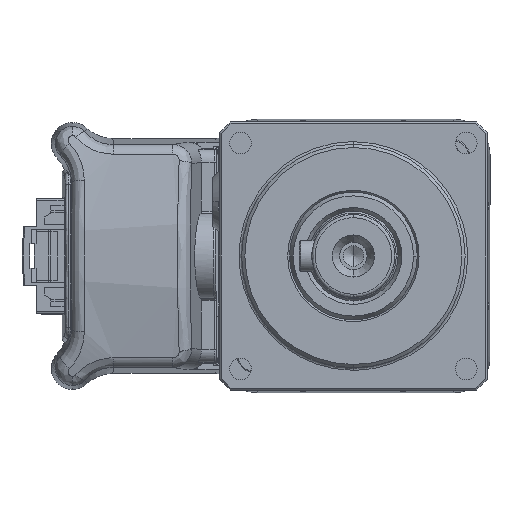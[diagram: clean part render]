
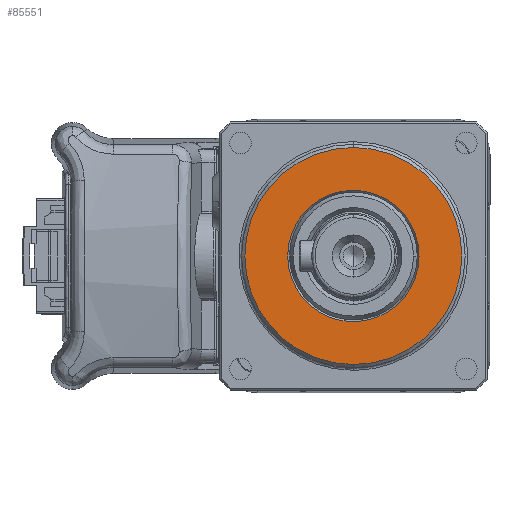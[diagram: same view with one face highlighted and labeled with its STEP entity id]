
A CAD part, left-side view. The second image highlights one B-rep face of the part: STEP entity #85551.
In plain terms, the highlighted face is planar.
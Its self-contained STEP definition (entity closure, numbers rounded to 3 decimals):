
#835 = DIRECTION ( 'NONE',  ( 0., 0., -1. ) ) ;
#1860 = CIRCLE ( 'NONE', #9353, 17. ) ;
#3335 = VERTEX_POINT ( 'NONE', #128042 ) ;
#4919 = CIRCLE ( 'NONE', #91626, 10.289 ) ;
#8891 = AXIS2_PLACEMENT_3D ( 'NONE', #64456, #835, #75123 ) ;
#9353 = AXIS2_PLACEMENT_3D ( 'NONE', #99980, #36451, #110672 ) ;
#18588 = VERTEX_POINT ( 'NONE', #74659 ) ;
#22457 = EDGE_CURVE ( 'NONE', #3335, #18588, #81230, .T. ) ;
#23917 = VERTEX_POINT ( 'NONE', #71932 ) ;
#27833 = CARTESIAN_POINT ( 'NONE',  ( 0., 0., 32. ) ) ;
#31317 = AXIS2_PLACEMENT_3D ( 'NONE', #37951, #112177, #48582 ) ;
#35171 = VERTEX_POINT ( 'NONE', #54652 ) ;
#35279 = ORIENTED_EDGE ( 'NONE', *, *, #123543, .F. ) ;
#36451 = DIRECTION ( 'NONE',  ( 0., 0., -1. ) ) ;
#37951 = CARTESIAN_POINT ( 'NONE',  ( 0., 0., 32. ) ) ;
#38540 = DIRECTION ( 'NONE',  ( 0., 0., -1. ) ) ;
#39762 = DIRECTION ( 'NONE',  ( 0., 0., 1. ) ) ;
#48582 = DIRECTION ( 'NONE',  ( 1., 0., 0. ) ) ;
#54652 = CARTESIAN_POINT ( 'NONE',  ( -10.289, 0., 32. ) ) ;
#56729 = ORIENTED_EDGE ( 'NONE', *, *, #83809, .F. ) ;
#64456 = CARTESIAN_POINT ( 'NONE',  ( 0., 0., 32. ) ) ;
#65375 = EDGE_LOOP ( 'NONE', ( #35279, #56729 ) ) ;
#69809 = EDGE_LOOP ( 'NONE', ( #107038, #106789 ) ) ;
#70314 = FACE_OUTER_BOUND ( 'NONE', #69809, .T. ) ;
#71932 = CARTESIAN_POINT ( 'NONE',  ( 10.289, 0., 32. ) ) ;
#74659 = CARTESIAN_POINT ( 'NONE',  ( -17., 0., 32. ) ) ;
#75123 = DIRECTION ( 'NONE',  ( -1., 0., 0. ) ) ;
#81230 = CIRCLE ( 'NONE', #8891, 17. ) ;
#83809 = EDGE_CURVE ( 'NONE', #35171, #23917, #86941, .T. ) ;
#85551 = ADVANCED_FACE ( 'NONE', ( #91874, #70314 ), #123011, .F. ) ;
#86941 = CIRCLE ( 'NONE', #31317, 10.289 ) ;
#87971 = EDGE_CURVE ( 'NONE', #18588, #3335, #1860, .T. ) ;
#91626 = AXIS2_PLACEMENT_3D ( 'NONE', #103246, #39762, #113991 ) ;
#91874 = FACE_BOUND ( 'NONE', #65375, .T. ) ;
#98972 = AXIS2_PLACEMENT_3D ( 'NONE', #27833, #38540, #112766 ) ;
#99980 = CARTESIAN_POINT ( 'NONE',  ( 0., 0., 32. ) ) ;
#103246 = CARTESIAN_POINT ( 'NONE',  ( 0., 0., 32. ) ) ;
#106789 = ORIENTED_EDGE ( 'NONE', *, *, #22457, .F. ) ;
#107038 = ORIENTED_EDGE ( 'NONE', *, *, #87971, .F. ) ;
#110672 = DIRECTION ( 'NONE',  ( -1., 0., 0. ) ) ;
#112177 = DIRECTION ( 'NONE',  ( 0., 0., 1. ) ) ;
#112766 = DIRECTION ( 'NONE',  ( -1., 0., 0. ) ) ;
#113991 = DIRECTION ( 'NONE',  ( 1., 0., 0. ) ) ;
#123011 = PLANE ( 'NONE',  #98972 ) ;
#123543 = EDGE_CURVE ( 'NONE', #23917, #35171, #4919, .T. ) ;
#128042 = CARTESIAN_POINT ( 'NONE',  ( 17., 0., 32. ) ) ;
